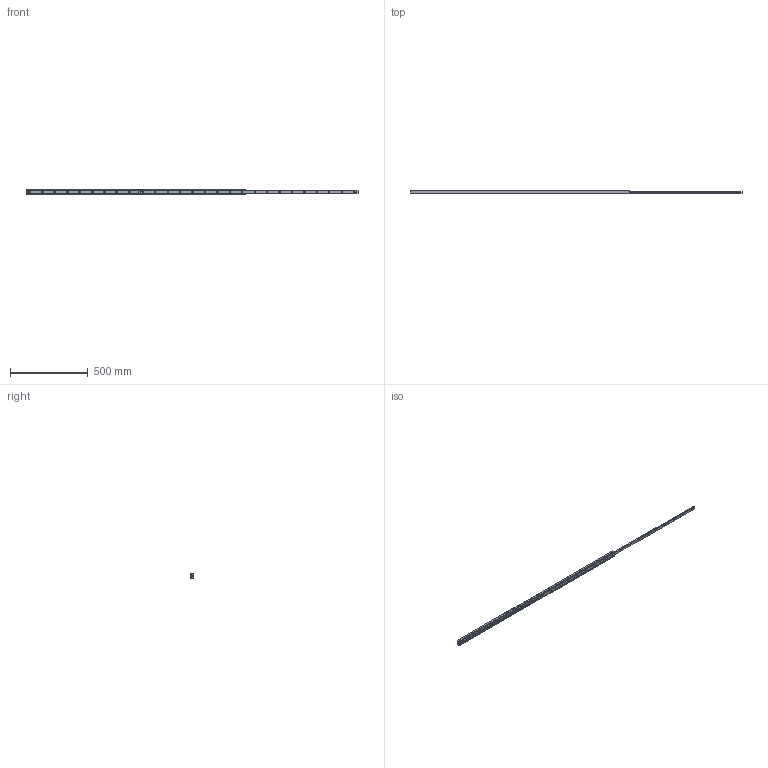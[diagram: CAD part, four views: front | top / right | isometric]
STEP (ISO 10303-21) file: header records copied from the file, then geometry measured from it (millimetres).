
FILE_DESCRIPTION((''),'2;1');
FILE_NAME('LCAE 35-1410.stp','2016-01-13T11:38:44',('MRathmann'),(''),'Autodesk Inventor 2012','Autodesk Inventor 2012','');
FILE_SCHEMA(('CONFIG_CONTROL_DESIGN'));
Length unit declared in the file: millimetre
Products named in the file (7): LCAE 35-1410.iam (Detailgenauigkeit1); LCM 35-1410; LLMG 35-1410; KF.LCA 35-0680.GZ; + AS.L 35 5x3,2; + VKB.L 35 5x10; + AS.L 35 M5x3,2
Assembly tree (8 placements, depth 2):
  LCAE 35-1410.iam (Detailgenauigkeit1)
    LCM 35-1410
    LLMG 35-1410
    KF.LCA 35-0680.GZ
    + AS.L 35 5x3,2  x2
    + VKB.L 35 5x10  x2
    + AS.L 35 M5x3,2
Bounding box: 2137.5 x 17 x 35 mm (x, y, z)
Volume: 527338 mm3; surface area: 321579.9 mm2
Topology: 8 solids, 8 shells, 204 faces, 493 edges, 308 vertices
Faces by surface type: cylinder 82, plane 81, cone 41
Full cylindrical faces by diameter (mm): 4.134 x2, 4.8 x2, 4.917 x18, 5 x7, 6 x3, 6.6 x18
Entity records: 5612 total; most frequent: DIRECTION 974, CARTESIAN_POINT 972, ORIENTED_EDGE 756, AXIS2_PLACEMENT_3D 404, EDGE_CURVE 378, EDGE_LOOP 362, VERTEX_POINT 290, CIRCLE 202
